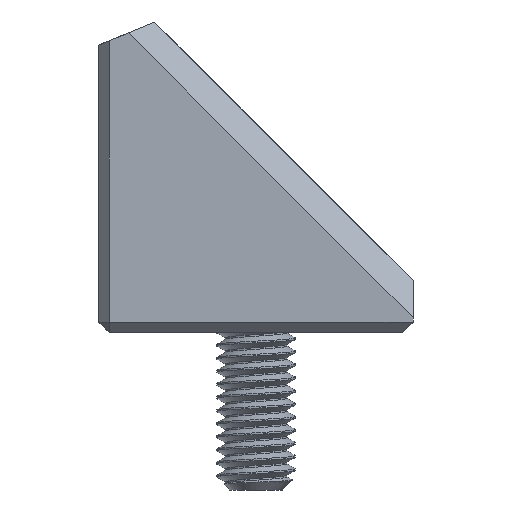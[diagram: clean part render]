
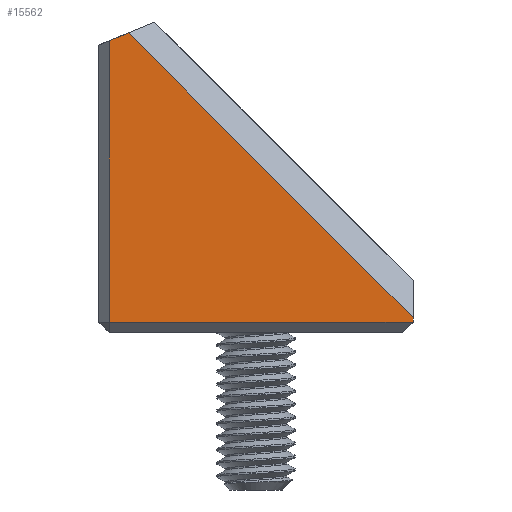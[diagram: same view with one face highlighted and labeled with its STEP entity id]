
A CAD part, left-side view. The second image highlights one B-rep face of the part: STEP entity #15562.
In plain terms, the highlighted planar face has unit normal (-1, 0, 0).
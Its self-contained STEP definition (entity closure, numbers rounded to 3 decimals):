
#1340=PLANE('',#16954);
#2326=FACE_OUTER_BOUND('',#3433,.T.);
#3433=EDGE_LOOP('',(#14495,#14496,#14497,#14498,#14499));
#4804=LINE('',#30222,#6199);
#4806=LINE('',#30226,#6201);
#4808=LINE('',#30230,#6203);
#4809=LINE('',#30232,#6204);
#4810=LINE('',#30233,#6205);
#6199=VECTOR('',#20989,10.);
#6201=VECTOR('',#20993,10.);
#6203=VECTOR('',#20997,10.);
#6204=VECTOR('',#20998,10.);
#6205=VECTOR('',#20999,10.);
#8113=VERTEX_POINT('',#30219);
#8114=VERTEX_POINT('',#30221);
#8115=VERTEX_POINT('',#30225);
#8116=VERTEX_POINT('',#30229);
#8117=VERTEX_POINT('',#30231);
#10247=EDGE_CURVE('',#8113,#8114,#4804,.T.);
#10249=EDGE_CURVE('',#8114,#8115,#4806,.T.);
#10251=EDGE_CURVE('',#8116,#8113,#4808,.T.);
#10252=EDGE_CURVE('',#8117,#8116,#4809,.T.);
#10253=EDGE_CURVE('',#8117,#8115,#4810,.T.);
#14495=ORIENTED_EDGE('',*,*,#10249,.F.);
#14496=ORIENTED_EDGE('',*,*,#10247,.F.);
#14497=ORIENTED_EDGE('',*,*,#10251,.F.);
#14498=ORIENTED_EDGE('',*,*,#10252,.F.);
#14499=ORIENTED_EDGE('',*,*,#10253,.T.);
#15562=ADVANCED_FACE('',(#2326),#1340,.T.);
#16954=AXIS2_PLACEMENT_3D('',#30228,#20995,#20996);
#20989=DIRECTION('',(0.,-0.924,0.383));
#20993=DIRECTION('',(0.,-0.707,-0.707));
#20995=DIRECTION('center_axis',(-1.,0.,0.));
#20996=DIRECTION('ref_axis',(0.,0.,1.));
#20997=DIRECTION('',(0.,0.,1.));
#20998=DIRECTION('',(0.,1.,0.));
#20999=DIRECTION('',(0.,0.,1.));
#30219=CARTESIAN_POINT('',(-105.,5.6,6.166));
#30221=CARTESIAN_POINT('',(-105.,4.879,6.464));
#30222=CARTESIAN_POINT('',(-105.,3.616,6.987));
#30225=CARTESIAN_POINT('',(-105.,-6.,-4.414));
#30226=CARTESIAN_POINT('',(-105.,-2.543,-0.957));
#30228=CARTESIAN_POINT('Origin',(-105.,0.,2.));
#30229=CARTESIAN_POINT('',(-105.,5.6,-4.6));
#30230=CARTESIAN_POINT('',(-105.,5.6,5.5));
#30231=CARTESIAN_POINT('',(-105.,-6.,-4.6));
#30232=CARTESIAN_POINT('',(-105.,3.,-4.6));
#30233=CARTESIAN_POINT('',(-105.,-6.,-3.));
